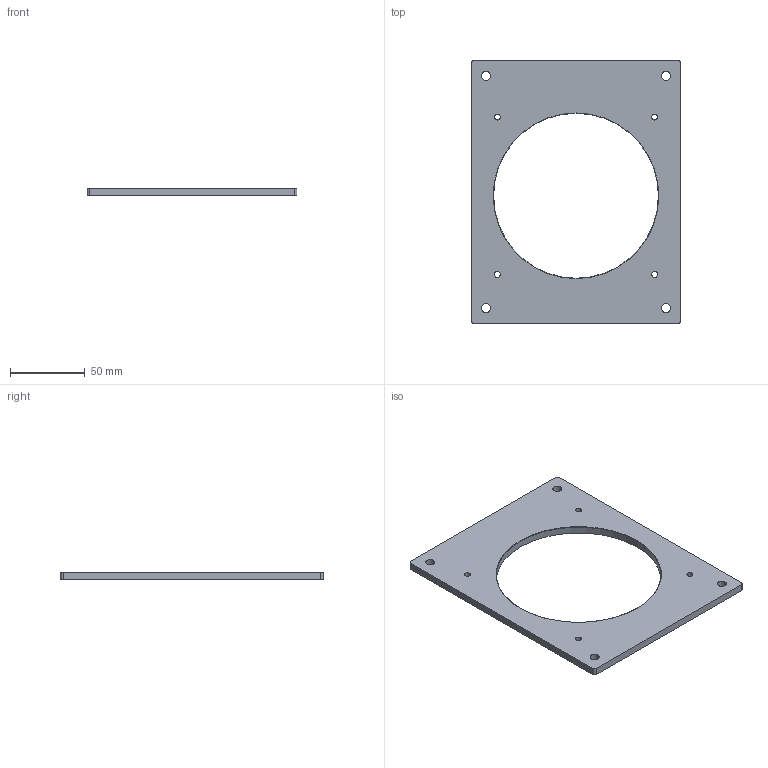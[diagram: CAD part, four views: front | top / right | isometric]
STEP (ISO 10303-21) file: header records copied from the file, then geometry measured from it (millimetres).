
FILE_DESCRIPTION (( 'STEP AP214' ), '1' );
FILE_NAME ('facedeavant.STEP', '2023-04-13T19:59:11', ( '' ), ( '' ), 'SwSTEP 2.0', 'SolidWorks 2021', '' );
FILE_SCHEMA (( 'AUTOMOTIVE_DESIGN' ));
Length unit declared in the file: millimetre
Products named in the file (1): facedeavant
Bounding box: 140 x 175 x 5 mm (x, y, z)
Volume: 74152.3 mm3; surface area: 35119 mm2
Topology: 1 solids, 1 shells, 30 faces, 82 edges, 54 vertices
Faces by surface type: cylinder 22, plane 6, torus 2
Entity records: 1048 total; most frequent: DIRECTION 192, CARTESIAN_POINT 167, ORIENTED_EDGE 164, EDGE_CURVE 82, AXIS2_PLACEMENT_3D 79, VERTEX_POINT 54, CIRCLE 48, EDGE_LOOP 48
